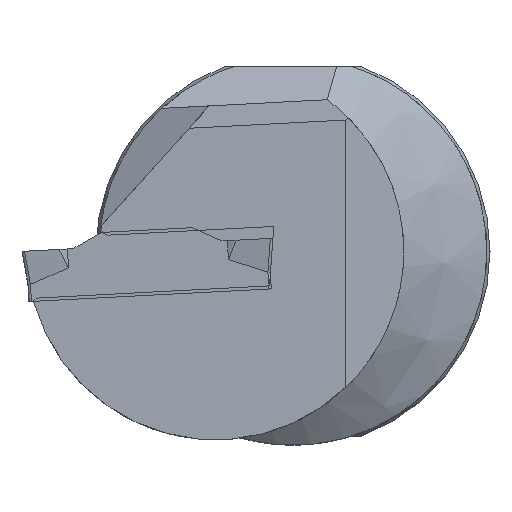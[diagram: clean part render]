
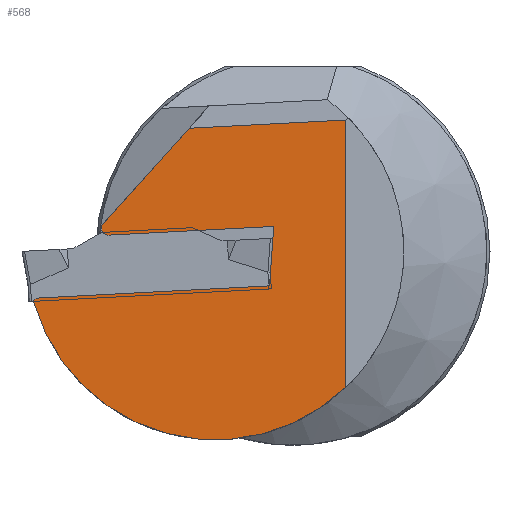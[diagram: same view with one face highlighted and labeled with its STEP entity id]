
A CAD part, left-side view. The second image highlights one B-rep face of the part: STEP entity #568.
In plain terms, the highlighted planar face has unit normal (-1, 0, 0).
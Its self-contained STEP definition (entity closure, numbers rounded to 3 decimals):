
#568=ADVANCED_FACE('',(#670),#619,.T.);
#619=PLANE('',#1637);
#670=FACE_OUTER_BOUND('',#729,.T.);
#729=EDGE_LOOP('',(#966,#967,#968,#969,#970,#971,#972,#973,#974,#975));
#764=CIRCLE('',#1635,15.3);
#765=CIRCLE('',#1636,0.6);
#966=ORIENTED_EDGE('',*,*,#1306,.F.);
#967=ORIENTED_EDGE('',*,*,#1307,.T.);
#968=ORIENTED_EDGE('',*,*,#1308,.T.);
#969=ORIENTED_EDGE('',*,*,#1309,.F.);
#970=ORIENTED_EDGE('',*,*,#1310,.F.);
#971=ORIENTED_EDGE('',*,*,#1311,.T.);
#972=ORIENTED_EDGE('',*,*,#1312,.T.);
#973=ORIENTED_EDGE('',*,*,#1313,.F.);
#974=ORIENTED_EDGE('',*,*,#1314,.F.);
#975=ORIENTED_EDGE('',*,*,#1315,.F.);
#1168=VERTEX_POINT('',#2279);
#1169=VERTEX_POINT('',#2280);
#1170=VERTEX_POINT('',#2282);
#1171=VERTEX_POINT('',#2284);
#1172=VERTEX_POINT('',#2286);
#1173=VERTEX_POINT('',#2288);
#1174=VERTEX_POINT('',#2290);
#1175=VERTEX_POINT('',#2292);
#1176=VERTEX_POINT('',#2294);
#1177=VERTEX_POINT('',#2296);
#1306=EDGE_CURVE('',#1168,#1169,#1433,.T.);
#1307=EDGE_CURVE('',#1168,#1170,#1434,.T.);
#1308=EDGE_CURVE('',#1170,#1171,#1435,.T.);
#1309=EDGE_CURVE('',#1172,#1171,#764,.T.);
#1310=EDGE_CURVE('',#1173,#1172,#1436,.T.);
#1311=EDGE_CURVE('',#1173,#1174,#1437,.T.);
#1312=EDGE_CURVE('',#1174,#1175,#1438,.T.);
#1313=EDGE_CURVE('',#1176,#1175,#765,.T.);
#1314=EDGE_CURVE('',#1177,#1176,#1439,.T.);
#1315=EDGE_CURVE('',#1169,#1177,#1440,.T.);
#1433=LINE('',#2278,#1535);
#1434=LINE('',#2281,#1536);
#1435=LINE('',#2283,#1537);
#1436=LINE('',#2287,#1538);
#1437=LINE('',#2289,#1539);
#1438=LINE('',#2291,#1540);
#1439=LINE('',#2295,#1541);
#1440=LINE('',#2297,#1542);
#1535=VECTOR('',#1868,1.);
#1536=VECTOR('',#1869,1.);
#1537=VECTOR('',#1870,1.);
#1538=VECTOR('',#1873,1.);
#1539=VECTOR('',#1874,1.);
#1540=VECTOR('',#1875,1.);
#1541=VECTOR('',#1878,1.);
#1542=VECTOR('',#1879,1.);
#1635=AXIS2_PLACEMENT_3D('',#2285,#1871,#1872);
#1636=AXIS2_PLACEMENT_3D('',#2293,#1876,#1877);
#1637=AXIS2_PLACEMENT_3D('',#2298,#1880,#1881);
#1868=DIRECTION('',(0.,-0.999,0.052));
#1869=DIRECTION('',(0.,0.669,-0.743));
#1870=DIRECTION('',(0.,-0.174,-0.985));
#1871=DIRECTION('',(1.,0.,0.));
#1872=DIRECTION('',(0.,0.,1.));
#1873=DIRECTION('',(0.,0.,-1.));
#1874=DIRECTION('',(0.,0.999,-0.052));
#1875=DIRECTION('',(0.,0.669,-0.743));
#1876=DIRECTION('',(1.,0.,0.));
#1877=DIRECTION('',(0.,0.,1.));
#1878=DIRECTION('',(0.,0.999,-0.052));
#1879=DIRECTION('',(0.,-0.07,0.998));
#1880=DIRECTION('',(-1.,0.,0.));
#1881=DIRECTION('',(0.,0.,1.));
#2278=CARTESIAN_POINT('',(0.3,-0.141,-2.695));
#2279=CARTESIAN_POINT('',(0.3,20.85,-3.795));
#2280=CARTESIAN_POINT('',(0.3,1.899,-2.802));
#2281=CARTESIAN_POINT('',(0.3,9.627,8.669));
#2282=CARTESIAN_POINT('',(0.3,21.044,-4.011));
#2283=CARTESIAN_POINT('',(0.3,21.096,-3.72));
#2284=CARTESIAN_POINT('',(0.3,21.009,-4.212));
#2285=CARTESIAN_POINT('',(0.3,6.3,0.));
#2286=CARTESIAN_POINT('',(0.3,-4.3,-11.033));
#2287=CARTESIAN_POINT('',(0.3,-4.3,0.));
#2288=CARTESIAN_POINT('',(0.3,-4.3,10.666));
#2289=CARTESIAN_POINT('',(0.3,0.546,10.412));
#2290=CARTESIAN_POINT('',(0.3,8.43,9.999));
#2291=CARTESIAN_POINT('',(0.3,9.627,8.669));
#2292=CARTESIAN_POINT('',(0.3,15.532,2.111));
#2293=CARTESIAN_POINT('',(0.3,14.963,1.921));
#2294=CARTESIAN_POINT('',(0.3,14.932,1.322));
#2295=CARTESIAN_POINT('',(0.3,0.11,2.099));
#2296=CARTESIAN_POINT('',(0.3,1.561,2.022));
#2297=CARTESIAN_POINT('',(0.3,1.694,0.118));
#2298=CARTESIAN_POINT('',(0.3,0.,0.));
